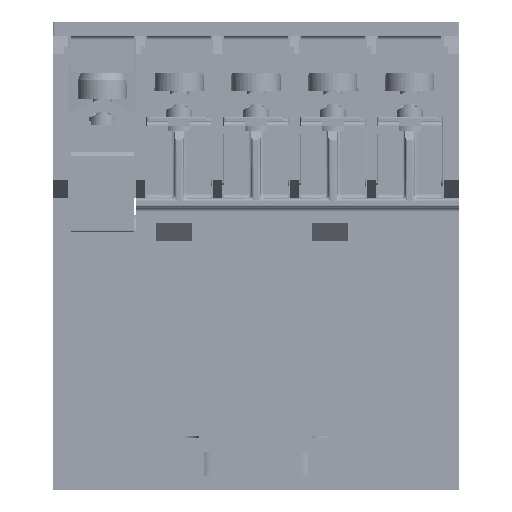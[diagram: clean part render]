
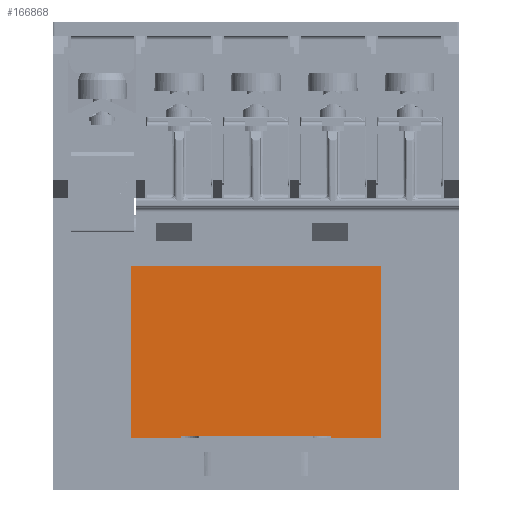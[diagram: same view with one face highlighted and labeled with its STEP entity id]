
A CAD part, front view. The second image highlights one B-rep face of the part: STEP entity #166868.
In plain terms, the highlighted planar face has unit normal (0, -1, 0).
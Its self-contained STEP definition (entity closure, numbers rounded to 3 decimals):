
#151412=CARTESIAN_POINT('',(-13.875,-22.175,6.75));
#151413=VERTEX_POINT('',#151412);
#151420=CARTESIAN_POINT('',(13.875,-22.175,6.75));
#151421=VERTEX_POINT('',#151420);
#151422=CARTESIAN_POINT('',(-13.875,-22.175,6.75));
#151423=DIRECTION('',(1.0,0.0,0.0));
#151424=VECTOR('',#151423,27.75);
#151425=LINE('',#151422,#151424);
#151426=EDGE_CURVE('',#151413,#151421,#151425,.T.);
#153693=CARTESIAN_POINT('',(13.875,-22.175,-12.25));
#153694=VERTEX_POINT('',#153693);
#153703=CARTESIAN_POINT('',(13.875,-22.175,-12.25));
#153704=DIRECTION('',(0.0,0.0,1.0));
#153705=VECTOR('',#153704,19.0);
#153706=LINE('',#153703,#153705);
#153707=EDGE_CURVE('',#153694,#151421,#153706,.T.);
#153719=CARTESIAN_POINT('',(-13.875,-22.175,-12.25));
#153720=VERTEX_POINT('',#153719);
#153727=CARTESIAN_POINT('',(-13.875,-22.175,6.75));
#153728=DIRECTION('',(0.0,0.0,-1.0));
#153729=VECTOR('',#153728,19.);
#153730=LINE('',#153727,#153729);
#153731=EDGE_CURVE('',#151413,#153720,#153730,.T.);
#157805=CARTESIAN_POINT('',(-8.25,-22.175,-12.25));
#157806=VERTEX_POINT('',#157805);
#157814=CARTESIAN_POINT('',(-13.875,-22.175,-12.25));
#157815=DIRECTION('',(1.0,0.0,0.0));
#157816=VECTOR('',#157815,5.625);
#157817=LINE('',#157814,#157816);
#157818=EDGE_CURVE('',#153720,#157806,#157817,.T.);
#157874=CARTESIAN_POINT('',(8.25,-22.175,-12.));
#157875=VERTEX_POINT('',#157874);
#157883=CARTESIAN_POINT('',(-8.25,-22.175,-12.));
#157884=VERTEX_POINT('',#157883);
#157885=CARTESIAN_POINT('',(-8.25,-22.175,-12.));
#157886=DIRECTION('',(1.0,0.0,0.0));
#157887=VECTOR('',#157886,16.5);
#157888=LINE('',#157885,#157887);
#157889=EDGE_CURVE('',#157884,#157875,#157888,.T.);
#166794=CARTESIAN_POINT('',(8.25,-22.175,-12.25));
#166795=VERTEX_POINT('',#166794);
#166810=CARTESIAN_POINT('',(8.25,-22.175,-12.25));
#166811=DIRECTION('',(1.0,0.0,0.0));
#166812=VECTOR('',#166811,5.625);
#166813=LINE('',#166810,#166812);
#166814=EDGE_CURVE('',#166795,#153694,#166813,.T.);
#166837=CARTESIAN_POINT('',(8.25,-22.175,-12.25));
#166838=DIRECTION('',(0.0,0.0,1.0));
#166839=VECTOR('',#166838,0.25);
#166840=LINE('',#166837,#166839);
#166841=EDGE_CURVE('',#166795,#157875,#166840,.T.);
#166848=CARTESIAN_POINT('',(0.,-22.175,-3.75));
#166849=DIRECTION('',(0.0,1.0,0.0));
#166850=DIRECTION('',(0.0,0.0,1.0));
#166851=AXIS2_PLACEMENT_3D('',#166848,#166849,#166850);
#166852=PLANE('',#166851);
#166853=CARTESIAN_POINT('',(-8.25,-22.175,-12.));
#166854=DIRECTION('',(0.0,0.0,-1.0));
#166855=VECTOR('',#166854,0.25);
#166856=LINE('',#166853,#166855);
#166857=EDGE_CURVE('',#157884,#157806,#166856,.T.);
#166858=ORIENTED_EDGE('',*,*,#166857,.F.);
#166859=ORIENTED_EDGE('',*,*,#157889,.T.);
#166860=ORIENTED_EDGE('',*,*,#166841,.F.);
#166861=ORIENTED_EDGE('',*,*,#166814,.T.);
#166862=ORIENTED_EDGE('',*,*,#153707,.T.);
#166863=ORIENTED_EDGE('',*,*,#151426,.F.);
#166864=ORIENTED_EDGE('',*,*,#153731,.T.);
#166865=ORIENTED_EDGE('',*,*,#157818,.T.);
#166866=EDGE_LOOP('',(#166858,#166859,#166860,#166861,#166862,#166863,#166864,#166865));
#166867=FACE_OUTER_BOUND('',#166866,.T.);
#166868=ADVANCED_FACE('',(#166867),#166852,.F.);
